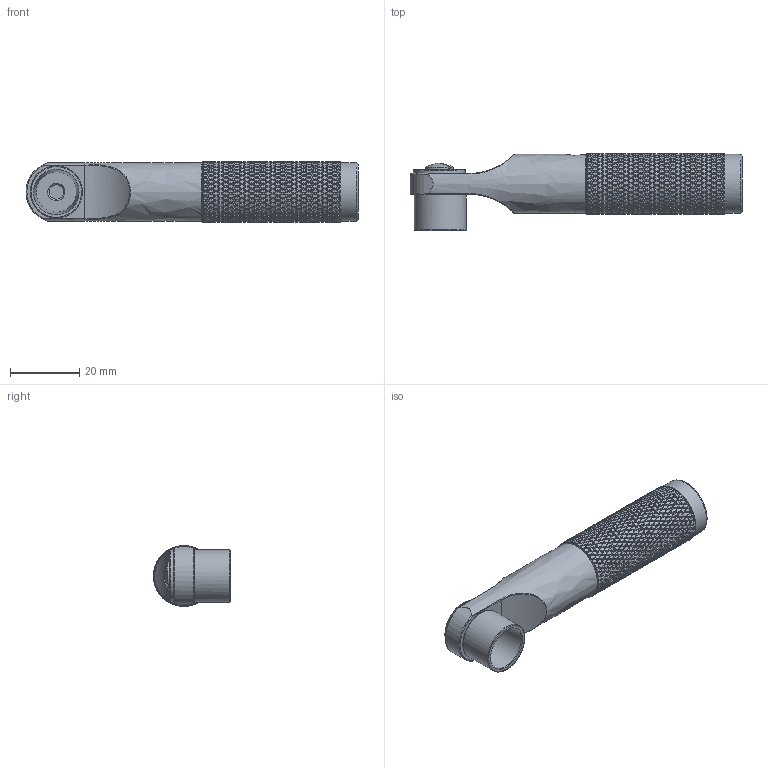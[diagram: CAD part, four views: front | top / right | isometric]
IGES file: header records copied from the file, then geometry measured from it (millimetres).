
Global section: file name: V759-LK; native system: Autodesk Inventor 2016; preprocessor: unknown; author: rclarke; date: 20160411.154056; units: millimetre
Bounding box: 95.75 x 22.2 x 17.5 mm (x, y, z)
Volume: 16067.8 mm3; surface area: 12323.1 mm2
Topology: 7 solids, 7 shells, 5535 faces, 11363 edges, 5853 vertices
Faces by surface type: bspline 5535
